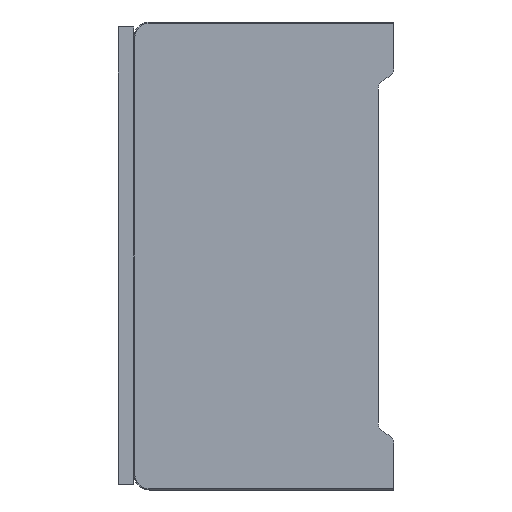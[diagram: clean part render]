
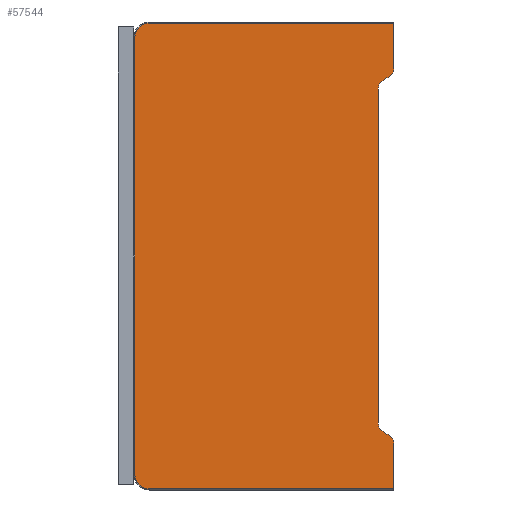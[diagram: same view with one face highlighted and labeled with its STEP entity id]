
A CAD part, left-side view. The second image highlights one B-rep face of the part: STEP entity #57544.
In plain terms, the highlighted planar face has unit normal (-1, 0, 0).
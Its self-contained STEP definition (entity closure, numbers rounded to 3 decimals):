
#6720=DIRECTION('',(0.,0.,1.));
#6721=VECTOR('',#6720,8.8);
#6722=CARTESIAN_POINT('',(0.,0.,-89.8));
#6723=LINE('',#6722,#6721);
#6760=DIRECTION('',(0.,0.,1.));
#6761=VECTOR('',#6760,64.226);
#6762=CARTESIAN_POINT('',(0.,3.,-77.113));
#6763=LINE('',#6762,#6761);
#6849=DIRECTION('',(0.,0.,1.));
#6850=VECTOR('',#6849,8.8);
#6851=CARTESIAN_POINT('',(0.,0.,-9.));
#6852=LINE('',#6851,#6850);
#13688=DIRECTION('',(0.,0.,-1.));
#13689=VECTOR('',#13688,84.);
#13690=CARTESIAN_POINT('',(0.,49.8,
-3.));
#13691=LINE('',#13690,#13689);
#13707=DIRECTION('',(0.,1.,0.));
#13708=VECTOR('',#13707,47.);
#13709=CARTESIAN_POINT('',(0.,0.,-0.2));
#13710=LINE('',#13709,#13708);
#13715=DIRECTION('',(0.,-0.866,-0.5));
#13716=VECTOR('',#13715,1.309);
#13717=CARTESIAN_POINT('',(0.,2.,
-78.845));
#13718=LINE('',#13717,#13716);
#13719=CARTESIAN_POINT('',(0.,1.732,-81.));
#13720=DIRECTION('',(1.,0.,0.));
#13721=DIRECTION('',(0.,-0.5,0.866));
#13722=AXIS2_PLACEMENT_3D('',#13719,#13720,#13721);
#13724=CARTESIAN_POINT('',(0.,47.,-87.));
#13725=DIRECTION('',(1.,0.,0.));
#13726=DIRECTION('',(0.,0.,-1.));
#13727=AXIS2_PLACEMENT_3D('',#13724,#13725,#13726);
#13729=CARTESIAN_POINT('',(0.,47.,-3.));
#13730=DIRECTION('',(1.,0.,0.));
#13731=DIRECTION('',(0.,1.,0.));
#13732=AXIS2_PLACEMENT_3D('',#13729,#13730,#13731);
#13734=CARTESIAN_POINT('',(0.,1.732,-9.));
#13735=DIRECTION('',(1.,0.,0.));
#13736=DIRECTION('',(0.,-1.,0.));
#13737=AXIS2_PLACEMENT_3D('',#13734,#13735,#13736);
#13739=DIRECTION('',(0.,0.866,-0.5));
#13740=VECTOR('',#13739,1.309);
#13741=CARTESIAN_POINT('',(0.,0.866,-10.5));
#13742=LINE('',#13741,#13740);
#13743=CARTESIAN_POINT('',(0.,1.,-12.887));
#13744=DIRECTION('',(-1.,0.,0.));
#13745=DIRECTION('',(0.,0.5,0.866));
#13746=AXIS2_PLACEMENT_3D('',#13743,#13744,#13745);
#13748=CARTESIAN_POINT('',(0.,1.,-77.113));
#13749=DIRECTION('',(-1.,0.,0.));
#13750=DIRECTION('',(0.,1.,0.));
#13751=AXIS2_PLACEMENT_3D('',#13748,#13749,#13750);
#13757=DIRECTION('',(0.,-1.,0.));
#13758=VECTOR('',#13757,47.);
#13759=CARTESIAN_POINT('',(0.,47.,
-89.8));
#13760=LINE('',#13759,#13758);
#39364=CARTESIAN_POINT('',(0.,0.,-81.));
#39366=VERTEX_POINT('',#39364);
#39371=CARTESIAN_POINT('',(0.,0.,-89.8));
#39372=VERTEX_POINT('',#39371);
#39373=CARTESIAN_POINT('',(0.,0.866,-79.5));
#39375=VERTEX_POINT('',#39373);
#39380=CARTESIAN_POINT('',(0.,2.,
-78.845));
#39382=VERTEX_POINT('',#39380);
#39385=CARTESIAN_POINT('',(0.,3.,-77.113));
#39387=VERTEX_POINT('',#39385);
#39392=CARTESIAN_POINT('',(0.,3.,-12.887));
#39394=VERTEX_POINT('',#39392);
#39413=CARTESIAN_POINT('',(0.,2.,
-11.155));
#39415=VERTEX_POINT('',#39413);
#39420=CARTESIAN_POINT('',(0.,0.866,-10.5));
#39422=VERTEX_POINT('',#39420);
#39425=CARTESIAN_POINT('',(0.,0.,-9.));
#39427=VERTEX_POINT('',#39425);
#39433=CARTESIAN_POINT('',(0.,0.,-0.2));
#39434=VERTEX_POINT('',#39433);
#39472=CARTESIAN_POINT('',(0.,49.8,-87.));
#39473=VERTEX_POINT('',#39472);
#39474=CARTESIAN_POINT('',(0.,47.,
-89.8));
#39475=VERTEX_POINT('',#39474);
#39476=CARTESIAN_POINT('',(0.,49.8,-3.));
#39477=VERTEX_POINT('',#39476);
#39478=CARTESIAN_POINT('',(0.,47.,-0.2));
#39479=VERTEX_POINT('',#39478);
#57522=CARTESIAN_POINT('',(0.,24.9,-45.));
#57523=DIRECTION('',(1.,0.,0.));
#57524=DIRECTION('',(0.,0.,1.));
#57525=AXIS2_PLACEMENT_3D('',#57522,#57523,#57524);
#57526=PLANE('',#57525);
#57527=ORIENTED_EDGE('',*,*,#49455,.T.);
#57528=ORIENTED_EDGE('',*,*,#49437,.T.);
#57529=ORIENTED_EDGE('',*,*,#49419,.F.);
#57531=ORIENTED_EDGE('',*,*,#57530,.F.);
#57532=ORIENTED_EDGE('',*,*,#57474,.T.);
#57533=ORIENTED_EDGE('',*,*,#57489,.F.);
#57534=ORIENTED_EDGE('',*,*,#57503,.T.);
#57535=ORIENTED_EDGE('',*,*,#57515,.F.);
#57536=ORIENTED_EDGE('',*,*,#49587,.F.);
#57537=ORIENTED_EDGE('',*,*,#49569,.T.);
#57538=ORIENTED_EDGE('',*,*,#49551,.T.);
#57539=ORIENTED_EDGE('',*,*,#49533,.T.);
#57540=ORIENTED_EDGE('',*,*,#49491,.F.);
#57541=ORIENTED_EDGE('',*,*,#49473,.T.);
#57542=EDGE_LOOP('',(#57527,#57528,#57529,#57531,#57532,#57533,#57534,#57535,
#57536,#57537,#57538,#57539,#57540,#57541));
#57543=FACE_OUTER_BOUND('',#57542,.F.);
#13723=CIRCLE('',#13722,1.732);
#13728=CIRCLE('',#13727,2.8);
#13733=CIRCLE('',#13732,2.8);
#13738=CIRCLE('',#13737,1.732);
#13747=CIRCLE('',#13746,2.);
#13752=CIRCLE('',#13751,2.);
#49419=EDGE_CURVE('',#39372,#39366,#6723,.T.);
#49437=EDGE_CURVE('',#39375,#39366,#13723,.T.);
#49455=EDGE_CURVE('',#39382,#39375,#13718,.T.);
#49473=EDGE_CURVE('',#39387,#39382,#13752,.T.);
#49491=EDGE_CURVE('',#39387,#39394,#6763,.T.);
#49533=EDGE_CURVE('',#39415,#39394,#13747,.T.);
#49551=EDGE_CURVE('',#39422,#39415,#13742,.T.);
#49569=EDGE_CURVE('',#39427,#39422,#13738,.T.);
#49587=EDGE_CURVE('',#39427,#39434,#6852,.T.);
#57474=EDGE_CURVE('',#39475,#39473,#13728,.T.);
#57489=EDGE_CURVE('',#39477,#39473,#13691,.T.);
#57503=EDGE_CURVE('',#39477,#39479,#13733,.T.);
#57515=EDGE_CURVE('',#39434,#39479,#13710,.T.);
#57530=EDGE_CURVE('',#39475,#39372,#13760,.T.);
#57544=ADVANCED_FACE('',(#57543),#57526,.F.);
